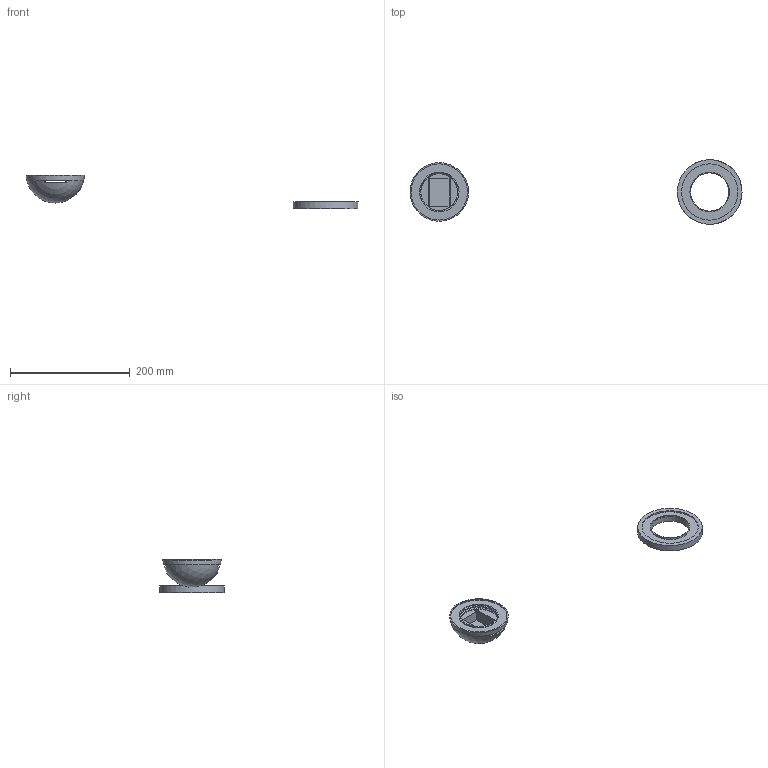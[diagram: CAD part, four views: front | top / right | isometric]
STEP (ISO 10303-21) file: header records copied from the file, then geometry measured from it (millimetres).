
FILE_DESCRIPTION(('HOOPS Exchange Step'),'2;1');
FILE_NAME('temp_export','2024-11-20T17:20:20-05:00',('sammyoge'),('Shapr3D Limited'),'HOOPS Exchange 2024.2','Shapr3D','Authorized');
FILE_SCHEMA( ('AP242_MANAGED_MODEL_BASED_3D_ENGINEERING_MIM_LF {1 0 10303 442 1 1 4 }') );
Length unit declared in the file: millimetre
Products named in the file (5): BC3 (2); Button Caps; Case section A (CSA); Case; root
Assembly tree (4 placements, depth 3):
  root
    Button Caps
      BC3 (2)
    Case
      Case section A (CSA)
Bounding box: 554.93 x 108 x 55.39 mm (x, y, z)
Volume: 212306.9 mm3; surface area: 55592.4 mm2
Topology: 3 solids, 3 shells, 45 faces, 111 edges, 76 vertices
Faces by surface type: plane 28, cylinder 13, sphere 2, bspline 2
Full cylindrical faces by diameter (mm): 61.5 x1, 64 x1, 66 x2, 94 x2, 108 x1
Entity records: 4206 total; most frequent: CARTESIAN_POINT 2945, DIRECTION 256, ORIENTED_EDGE 222, EDGE_CURVE 111, AXIS2_PLACEMENT_3D 104, VERTEX_POINT 76, EDGE_LOOP 53, FACE_BOUND 53
